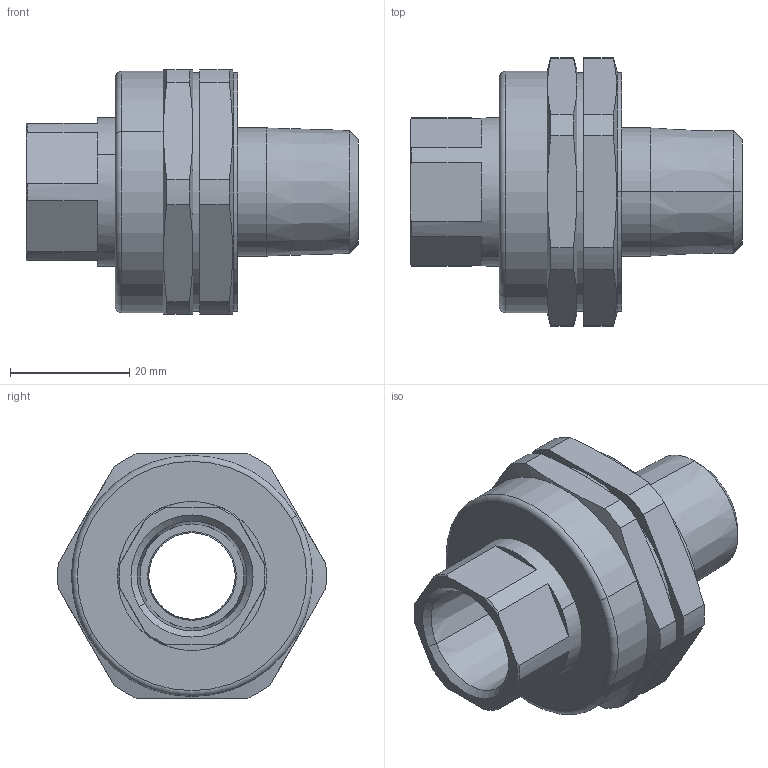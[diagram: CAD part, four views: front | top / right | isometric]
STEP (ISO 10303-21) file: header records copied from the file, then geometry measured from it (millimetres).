
FILE_DESCRIPTION (( 'STEP AP203' ), '1' );
FILE_NAME ('780DT1TI.STEP', '2022-05-17T14:56:08', ( '' ), ( '' ), 'SwSTEP 2.0', 'SolidWorks 2017', '' );
FILE_SCHEMA (( 'CONFIG_CONTROL_DESIGN' ));
Length unit declared in the file: millimetre
Products named in the file (1): 780DT1TI
Bounding box: 55.73 x 45.08 x 41 mm (x, y, z)
Surface area: 12004.3 mm2 (no closed solid volume)
Topology: 0 solids, 3 shells, 82 faces, 212 edges, 136 vertices
Faces by surface type: plane 30, cone 26, cylinder 24, torus 2
Entity records: 2711 total; most frequent: CARTESIAN_POINT 631, DIRECTION 430, ORIENTED_EDGE 412, EDGE_CURVE 212, AXIS2_PLACEMENT_3D 175, VERTEX_POINT 136, CIRCLE 92, EDGE_LOOP 88
